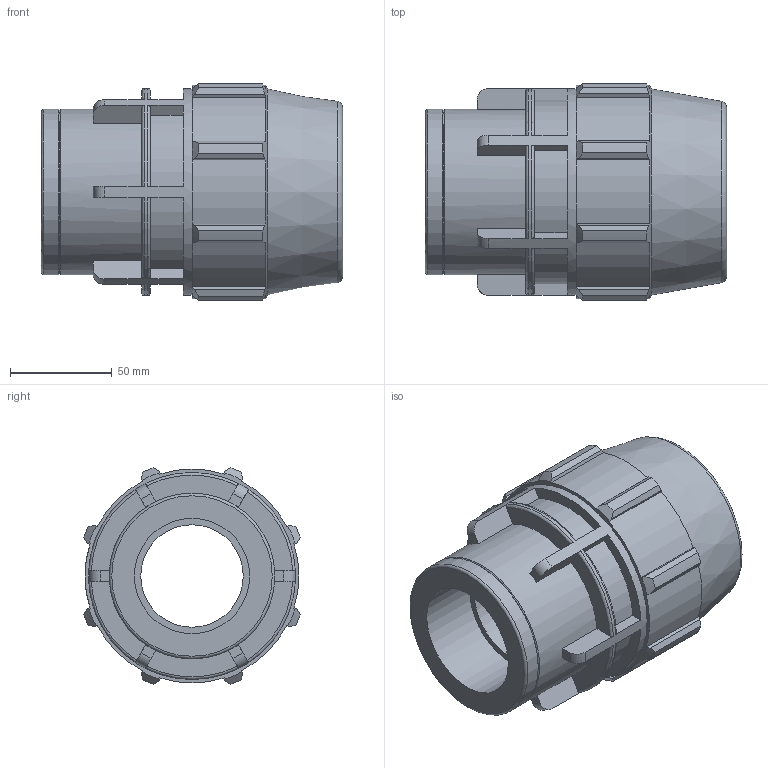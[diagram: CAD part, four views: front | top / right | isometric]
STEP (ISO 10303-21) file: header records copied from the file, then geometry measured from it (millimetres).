
FILE_DESCRIPTION(/* description */ ('PLASSON FEMALE ADAPTOR 63-2"'),/* implementation_level */ '2;1');
FILE_NAME(/* name */ '070300063020_180300063020_0703060630200A.ipt.stp',/* time_stamp */ '2017-06-06T11:03:21+03:00',/* author */ ('KIM'),/* organization */ (''),/* preprocessor_version */ 'ST-DEVELOPER v15.6',/* originating_system */ 'Autodesk Inventor 2015',/* authorisation */ '');
FILE_SCHEMA (('AUTOMOTIVE_DESIGN { 1 0 10303 214 3 1 1 }'));
Length unit declared in the file: millimetre
Products named in the file (1): 070300063020_180300063020_0703060630200A
Bounding box: 148 x 106.32 x 106.32 mm (x, y, z)
Volume: 587473.6 mm3; surface area: 92048.9 mm2
Topology: 1 solids, 1 shells, 148 faces, 401 edges, 265 vertices
Faces by surface type: plane 86, cylinder 28, torus 20, cone 14
Full cylindrical faces by diameter (mm): 50.4 x1, 56.656 x1, 63 x1, 81.36 x2, 101.7 x1
Entity records: 5068 total; most frequent: CARTESIAN_POINT 1279, ORIENTED_EDGE 768, DIRECTION 738, EDGE_CURVE 384, AXIS2_PLACEMENT_3D 273, VERTEX_POINT 262, LINE 192, VECTOR 192
